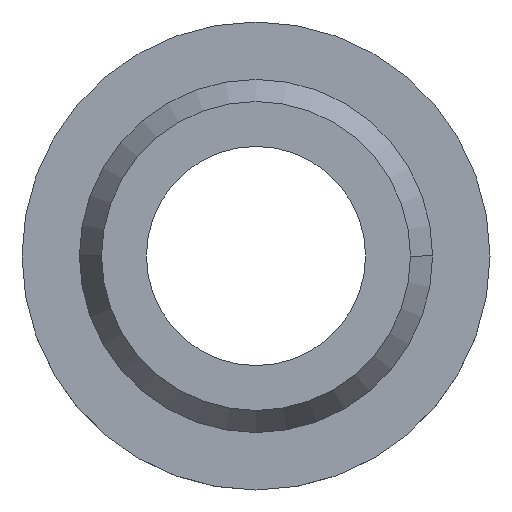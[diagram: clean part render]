
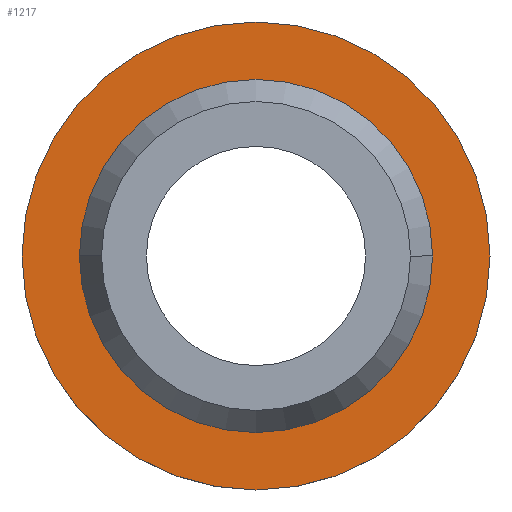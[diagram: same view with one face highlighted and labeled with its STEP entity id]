
A CAD part, front view. The second image highlights one B-rep face of the part: STEP entity #1217.
In plain terms, the highlighted planar face has unit normal (0, -1, 0).
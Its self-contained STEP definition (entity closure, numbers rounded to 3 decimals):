
#338=CARTESIAN_POINT('',(11.,7.5,0.0));
#339=VERTEX_POINT('',#338);
#355=CARTESIAN_POINT('',(-11.,7.5,0.));
#356=VERTEX_POINT('',#355);
#363=CARTESIAN_POINT('',(0.0,7.5,0.0));
#364=DIRECTION('',(0.0,-1.0,0.0));
#365=DIRECTION('',(1.0,0.0,0.0));
#366=AXIS2_PLACEMENT_3D('',#363,#364,#365);
#367=CIRCLE('',#366,11.);
#368=EDGE_CURVE('',#339,#356,#367,.T.);
#378=CARTESIAN_POINT('',(8.3,7.5,0.0));
#379=VERTEX_POINT('',#378);
#388=CARTESIAN_POINT('',(-8.3,7.5,0.));
#389=VERTEX_POINT('',#388);
#390=CARTESIAN_POINT('',(0.0,7.5,0.0));
#391=DIRECTION('',(0.0,-1.0,0.0));
#392=DIRECTION('',(1.0,0.0,0.0));
#393=AXIS2_PLACEMENT_3D('',#390,#391,#392);
#394=CIRCLE('',#393,8.3);
#395=EDGE_CURVE('',#379,#389,#394,.T.);
#587=CARTESIAN_POINT('',(0.0,7.5,0.0));
#588=DIRECTION('',(0.0,-1.0,0.0));
#589=DIRECTION('',(1.0,0.0,0.0));
#590=AXIS2_PLACEMENT_3D('',#587,#588,#589);
#591=CIRCLE('',#590,8.3);
#592=EDGE_CURVE('',#389,#379,#591,.T.);
#677=CARTESIAN_POINT('',(0.0,7.5,0.0));
#678=DIRECTION('',(0.0,-1.0,0.0));
#679=DIRECTION('',(1.0,0.0,0.0));
#680=AXIS2_PLACEMENT_3D('',#677,#678,#679);
#681=CIRCLE('',#680,11.);
#682=EDGE_CURVE('',#356,#339,#681,.T.);
#1204=CARTESIAN_POINT('',(9.65,7.5,0.0));
#1205=DIRECTION('',(0.0,-1.0,0.0));
#1206=DIRECTION('',(0.0,0.0,-1.0));
#1207=AXIS2_PLACEMENT_3D('',#1204,#1205,#1206);
#1208=PLANE('',#1207);
#1209=ORIENTED_EDGE('',*,*,#368,.T.);
#1210=ORIENTED_EDGE('',*,*,#682,.T.);
#1211=EDGE_LOOP('',(#1209,#1210));
#1212=FACE_OUTER_BOUND('',#1211,.T.);
#1213=ORIENTED_EDGE('',*,*,#395,.F.);
#1214=ORIENTED_EDGE('',*,*,#592,.F.);
#1215=EDGE_LOOP('',(#1213,#1214));
#1216=FACE_BOUND('',#1215,.T.);
#1217=ADVANCED_FACE('',(#1212,#1216),#1208,.T.);
